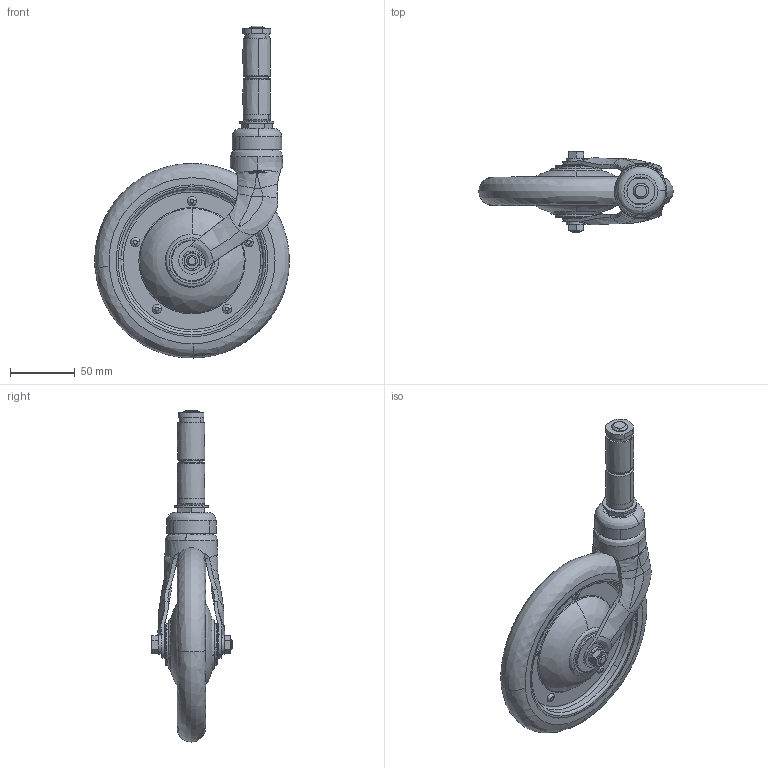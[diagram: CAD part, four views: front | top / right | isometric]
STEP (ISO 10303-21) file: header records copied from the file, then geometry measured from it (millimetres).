
FILE_DESCRIPTION((''),'2;1');
FILE_NAME('','2006-01-18T13:09:58',(''),(''),'','CADfix','');
FILE_SCHEMA(('AUTOMOTIVE_DESIGN'));
Length unit declared in the file: millimetre
Products named in the file (5): wheel; main shaft; body; axle; No_209M_d21_6601_36
Assembly tree (4 placements, depth 2):
  No_209M_d21_6601_36
    wheel
    main shaft
    body
    axle
Bounding box: 149.99 x 63 x 255.99 mm (x, y, z)
Volume: 370567.2 mm3; surface area: 82767.8 mm2
Topology: 4 solids, 4 shells, 296 faces, 999 edges, 745 vertices
Faces by surface type: bspline 296
Entity records: 27639 total; most frequent: CARTESIAN_POINT 21702, ORIENTED_EDGE 1998, EDGE_CURVE 999, B_SPLINE_CURVE_WITH_KNOTS 804, VERTEX_POINT 745, EDGE_LOOP 338, FACE_OUTER_BOUND 296, ADVANCED_FACE 296
